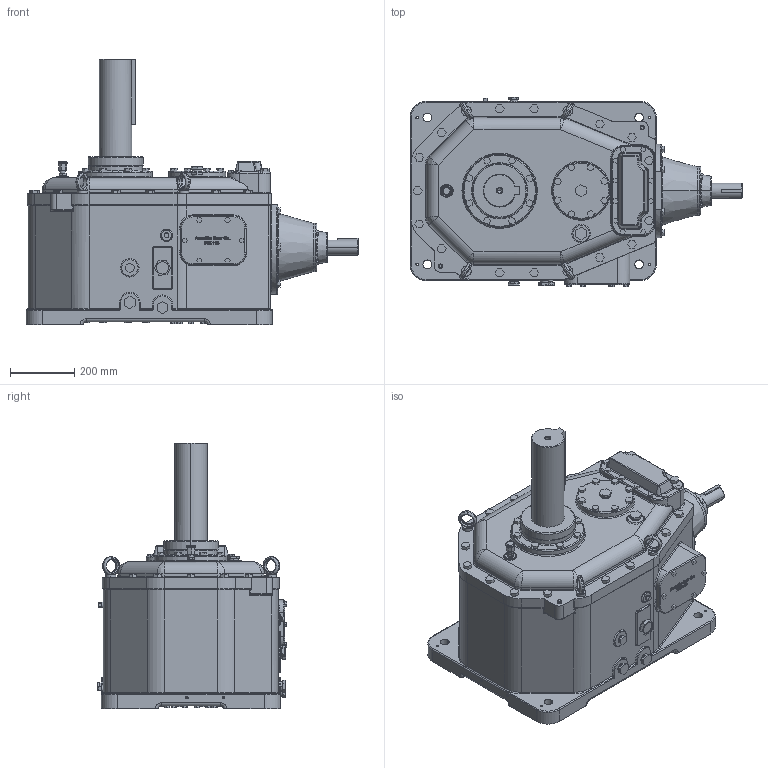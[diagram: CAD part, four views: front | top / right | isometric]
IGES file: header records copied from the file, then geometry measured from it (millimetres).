
Global section: file name: No Iges File Name specified; native system: Autodesk Inventor 2011; preprocessor: AutoDesk Inventor Iges Exporter R2011; author: joseph; date: 20110718.100641; units: inch
Bounding box: 1035.05 x 590.23 x 828.67 mm (x, y, z)
Volume: 167154202.1 mm3; surface area: 2529556.9 mm2
Topology: 11 solids, 47 shells, 1832 faces, 4444 edges, 2743 vertices
Faces by surface type: plane 976, bspline 437, revolution 167, cylinder 161, torus 75, cone 12, sphere 4
